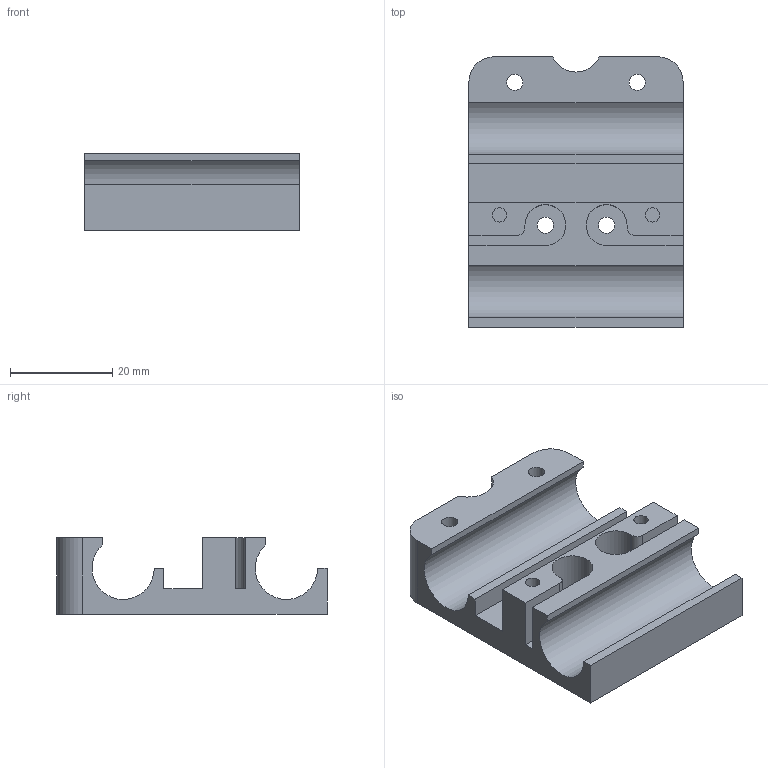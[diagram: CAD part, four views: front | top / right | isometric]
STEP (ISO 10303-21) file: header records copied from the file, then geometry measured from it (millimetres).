
FILE_DESCRIPTION(('FreeCAD Model'),'2;1');
FILE_NAME('x-carraige-x1.step' ,'2019-07-05T20:48:04',('Author'),(''), 'Open CASCADE STEP processor 6.8','FreeCAD','Unknown');
FILE_SCHEMA(('AUTOMOTIVE_DESIGN_CC2 { 1 2 10303 214 -1 1 5 4 }'));
Length unit declared in the file: millimetre
Products named in the file (2): ASSEMBLY; x-carriage
Assembly tree (1 placements, depth 2):
  ASSEMBLY
    x-carriage
Bounding box: 42 x 53 x 15 mm (x, y, z)
Volume: 16272.7 mm3; surface area: 9512.3 mm2
Topology: 1 solids, 1 shells, 44 faces, 114 edges, 76 vertices
Faces by surface type: plane 27, cylinder 17
Full cylindrical faces by diameter (mm): 2.8 x2, 3.2 x4, 6 x2
Entity records: 2839 total; most frequent: CARTESIAN_POINT 586, DIRECTION 386, ORIENTED_EDGE 228, PCURVE 228, DEFINITIONAL_REPRESENTATION 228, LINE 200, VECTOR 200, EDGE_CURVE 114
